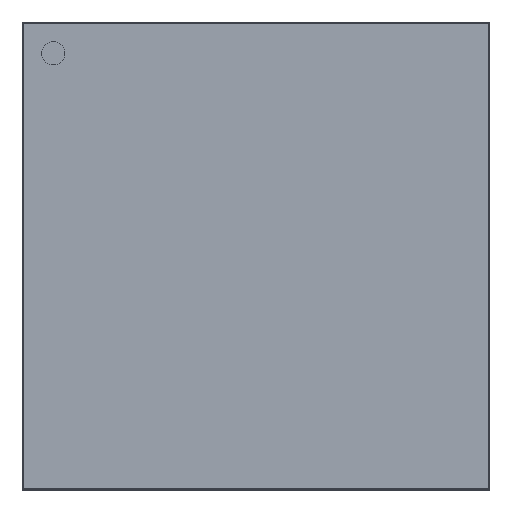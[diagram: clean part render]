
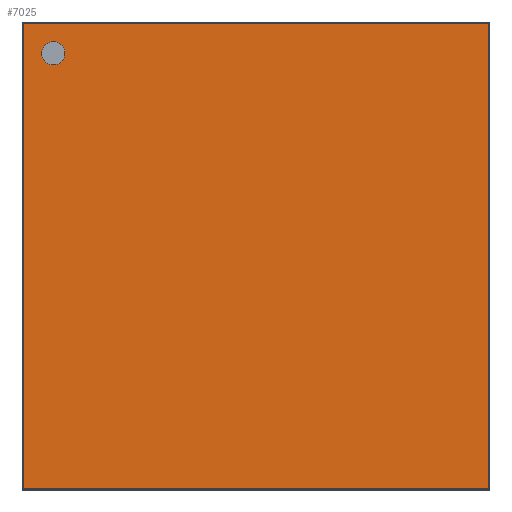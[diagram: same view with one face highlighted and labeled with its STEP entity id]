
A CAD part, top view. The second image highlights one B-rep face of the part: STEP entity #7025.
In plain terms, the highlighted planar face has unit normal (0, 0, 1).
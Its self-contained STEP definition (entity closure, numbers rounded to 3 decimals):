
#415=FACE_BOUND('',#1702,.T.);
#423=PLANE('',#8242);
#445=LINE('',#12749,#470);
#446=LINE('',#12751,#471);
#447=LINE('',#12753,#472);
#448=LINE('',#12754,#473);
#470=VECTOR('',#10688,1.);
#471=VECTOR('',#10689,1.);
#472=VECTOR('',#10690,1.);
#473=VECTOR('',#10691,1.);
#887=FACE_OUTER_BOUND('',#1701,.T.);
#1701=EDGE_LOOP('',(#5787,#5788,#5789,#5790));
#1702=EDGE_LOOP('',(#5791));
#2507=CIRCLE('',#8233,0.4);
#3309=VERTEX_POINT('',#12706);
#3323=VERTEX_POINT('',#12747);
#3324=VERTEX_POINT('',#12748);
#3325=VERTEX_POINT('',#12750);
#3326=VERTEX_POINT('',#12752);
#4127=EDGE_CURVE('',#3309,#3309,#2507,.T.);
#4146=EDGE_CURVE('',#3323,#3324,#445,.T.);
#4147=EDGE_CURVE('',#3324,#3325,#446,.T.);
#4148=EDGE_CURVE('',#3325,#3326,#447,.T.);
#4149=EDGE_CURVE('',#3326,#3323,#448,.T.);
#5787=ORIENTED_EDGE('',*,*,#4146,.T.);
#5788=ORIENTED_EDGE('',*,*,#4147,.T.);
#5789=ORIENTED_EDGE('',*,*,#4148,.T.);
#5790=ORIENTED_EDGE('',*,*,#4149,.T.);
#5791=ORIENTED_EDGE('',*,*,#4127,.T.);
#7025=ADVANCED_FACE('',(#887,#415),#423,.F.);
#8233=AXIS2_PLACEMENT_3D('',#12707,#10651,#10652);
#8242=AXIS2_PLACEMENT_3D('',#12746,#10686,#10687);
#10651=DIRECTION('center_axis',(0.,0.,-1.));
#10652=DIRECTION('ref_axis',(1.,0.,0.));
#10686=DIRECTION('center_axis',(0.,0.,-1.));
#10687=DIRECTION('ref_axis',(1.,0.,0.));
#10688=DIRECTION('',(0.,1.,0.));
#10689=DIRECTION('',(-1.,0.,0.));
#10690=DIRECTION('',(0.,-1.,0.));
#10691=DIRECTION('',(1.,0.,0.));
#12706=CARTESIAN_POINT('',(-7.333,6.933,1.1));
#12707=CARTESIAN_POINT('Origin',(-6.933,6.933,1.1));
#12746=CARTESIAN_POINT('Origin',(0.,0.,1.1));
#12747=CARTESIAN_POINT('',(7.95,-7.95,1.1));
#12748=CARTESIAN_POINT('',(7.95,7.95,1.1));
#12749=CARTESIAN_POINT('',(7.95,0.,1.1));
#12750=CARTESIAN_POINT('',(-7.95,7.95,1.1));
#12751=CARTESIAN_POINT('',(0.,7.95,1.1));
#12752=CARTESIAN_POINT('',(-7.95,-7.95,1.1));
#12753=CARTESIAN_POINT('',(-7.95,0.,1.1));
#12754=CARTESIAN_POINT('',(0.,-7.95,1.1));
